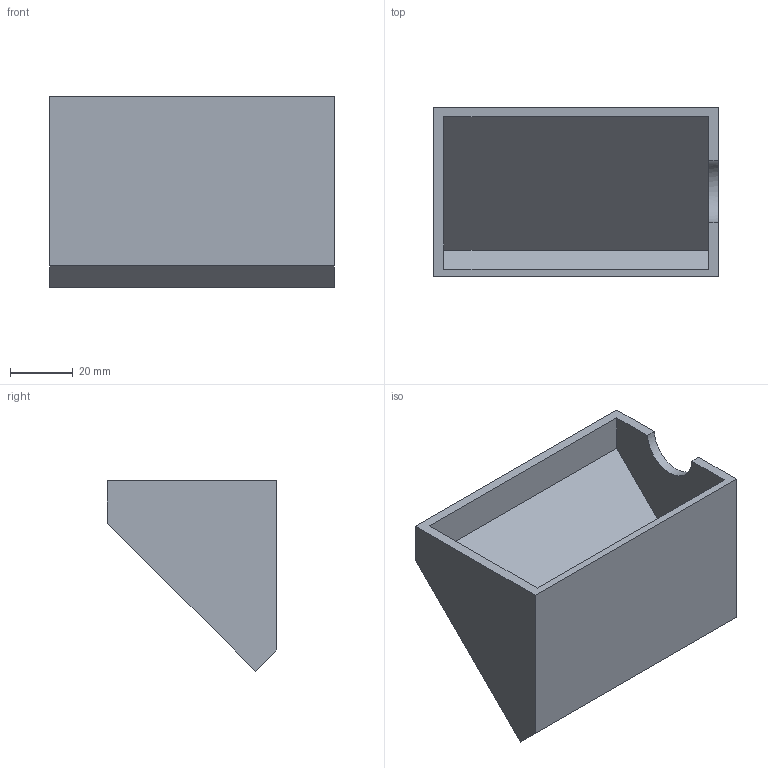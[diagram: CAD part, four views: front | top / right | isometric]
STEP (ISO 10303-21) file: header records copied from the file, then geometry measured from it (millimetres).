
FILE_DESCRIPTION(('FreeCAD Model'),'2;1');
FILE_NAME('armrest_right_drawer.step','2016-09-30T12:49:14',('Author'),(''), 'Open CASCADE STEP processor 6.8','FreeCAD','Unknown');
FILE_SCHEMA(('AUTOMOTIVE_DESIGN_CC2 { 1 2 10303 214 -1 1 5 4 }'));
Length unit declared in the file: millimetre
Products named in the file (2): ASSEMBLY; Drawer
Assembly tree (1 placements, depth 2):
  ASSEMBLY
    Drawer
Bounding box: 90.9 x 54 x 60.75 mm (x, y, z)
Volume: 48524.2 mm3; surface area: 32245.9 mm2
Topology: 1 solids, 1 shells, 14 faces, 38 edges, 26 vertices
Faces by surface type: plane 7, bspline 6, cylinder 1
Entity records: 2694 total; most frequent: CARTESIAN_POINT 2021, ORIENTED_EDGE 76, PCURVE 76, DEFINITIONAL_REPRESENTATION 76, DIRECTION 74, B_SPLINE_CURVE_WITH_KNOTS 60, LINE 50, VECTOR 50
